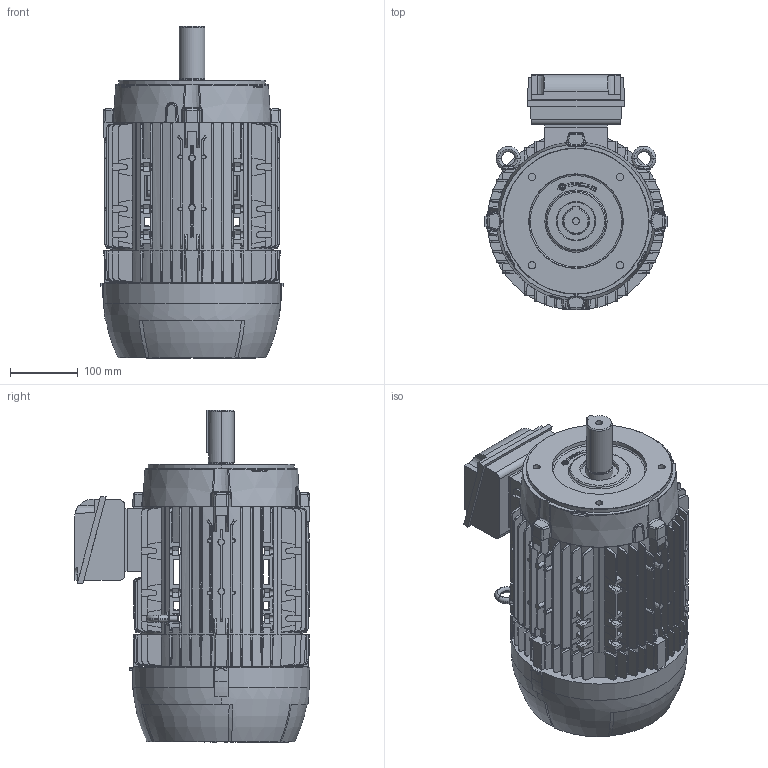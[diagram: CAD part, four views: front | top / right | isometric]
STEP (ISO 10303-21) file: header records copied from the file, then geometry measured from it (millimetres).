
FILE_DESCRIPTION (( 'STEP AP203' ), '1' );
FILE_NAME ('132ML_SP_FC_TOP.STEP', '2022-07-27T13:03:18', ( '' ), ( '' ), 'SwSTEP 2.0', 'SolidWorks 2020', '' );
FILE_SCHEMA (( 'CONFIG_CONTROL_DESIGN' ));
Products named in the file (1): 132ML_SP_FC_TOP
Bounding box: 269.8 x 347.84 x 490 mm (x, y, z)
Surface area: 891437.9 mm2 (no closed solid volume)
Topology: 0 solids, 11 shells, 2153 faces, 6353 edges, 4206 vertices
Faces by surface type: plane 1317, cone 354, bspline 255, cylinder 157, torus 63, sphere 7
Entity records: 82405 total; most frequent: CARTESIAN_POINT 29692, ORIENTED_EDGE 11785, DIRECTION 9280, EDGE_CURVE 6353, VERTEX_POINT 4206, VECTOR 3332, LINE 3332, AXIS2_PLACEMENT_3D 2974
